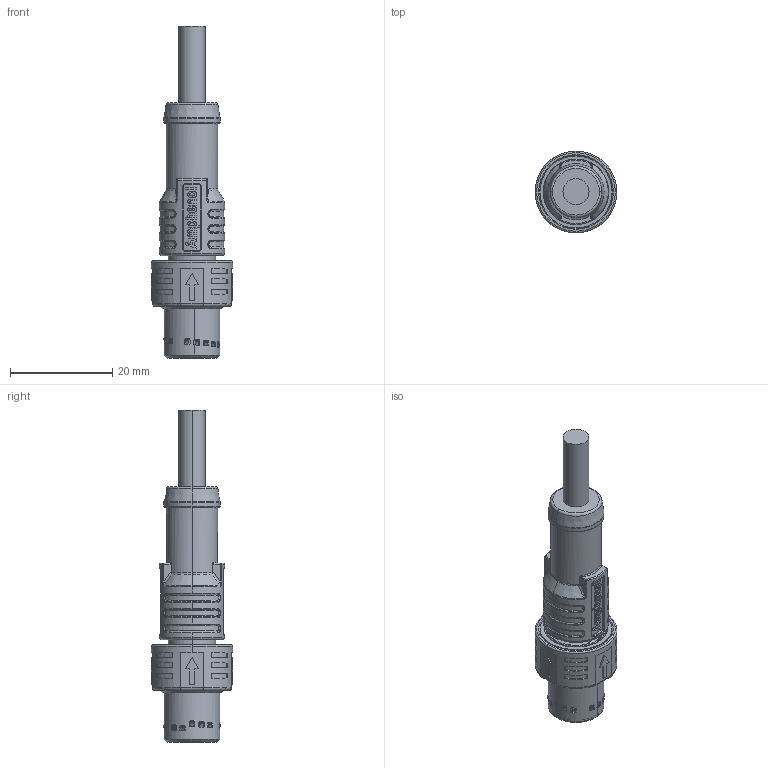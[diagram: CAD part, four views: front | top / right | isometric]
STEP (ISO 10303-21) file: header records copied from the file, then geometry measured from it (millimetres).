
FILE_DESCRIPTION (( 'STEP AP203' ), '1' );
FILE_NAME ('M12A-05BMMM-PL8B01AD.step', '2025-07-22T20:30:05', ( '' ), ( '' ), 'SwSTEP 2.0', 'SolidWorks 2024', '' );
FILE_SCHEMA (( 'CONFIG_CONTROL_DESIGN' ));
Length unit declared in the file: millimetre
Products named in the file (1): M12A-05BMMM-PL8B01AD
Bounding box: 16 x 16 x 65 mm (x, y, z)
Volume: 5075.6 mm3; surface area: 5586 mm2
Topology: 1 solids, 1 shells, 2230 faces, 6329 edges, 4100 vertices
Faces by surface type: plane 1085, cylinder 648, bspline 174, cone 173, torus 146, sphere 4
Entity records: 87415 total; most frequent: CARTESIAN_POINT 31399, ORIENTED_EDGE 12602, DIRECTION 10713, EDGE_CURVE 6301, VERTEX_POINT 4086, AXIS2_PLACEMENT_3D 3780, LINE 3153, VECTOR 3153
